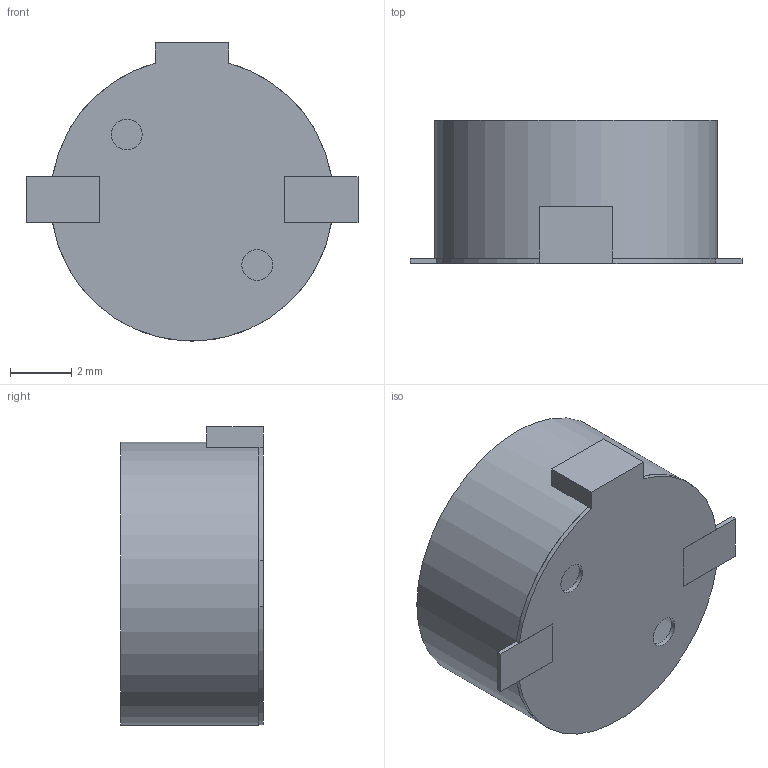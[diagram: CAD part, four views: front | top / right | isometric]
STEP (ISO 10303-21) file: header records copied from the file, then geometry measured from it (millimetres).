
FILE_DESCRIPTION(/* description */ (''),/* implementation_level */ '2;1');
FILE_NAME(/* name */ 'SMTB-0927-TW-R.ipt.step',/* time_stamp */ '2024-02-07T22:44:27-05:00',/* author */ ('vandenbroek'),/* organization */ (''),/* preprocessor_version */ 'ST-DEVELOPER v20',/* originating_system */ 'Autodesk Inventor 2024',/* authorisation */ '');
FILE_SCHEMA (('AUTOMOTIVE_DESIGN { 1 0 10303 214 3 1 1 }'));
Length unit declared in the file: millimetre
Products named in the file (1): SMTB-0927-TW-R
Bounding box: 10.8 x 4.65 x 9.7 mm (x, y, z)
Volume: 132.9 mm3; surface area: 508.2 mm2
Topology: 4 solids, 4 shells, 49 faces, 115 edges, 76 vertices
Faces by surface type: plane 40, cylinder 9
Full cylindrical faces by diameter (mm): 1 x2, 1.9 x1, 8 x1, 9.2 x1
Entity records: 1519 total; most frequent: CARTESIAN_POINT 241, DIRECTION 233, ORIENTED_EDGE 230, EDGE_CURVE 115, LINE 97, VECTOR 97, VERTEX_POINT 76, AXIS2_PLACEMENT_3D 68
